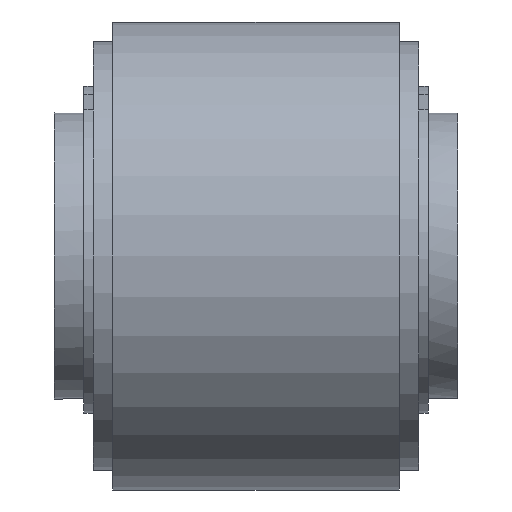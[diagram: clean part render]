
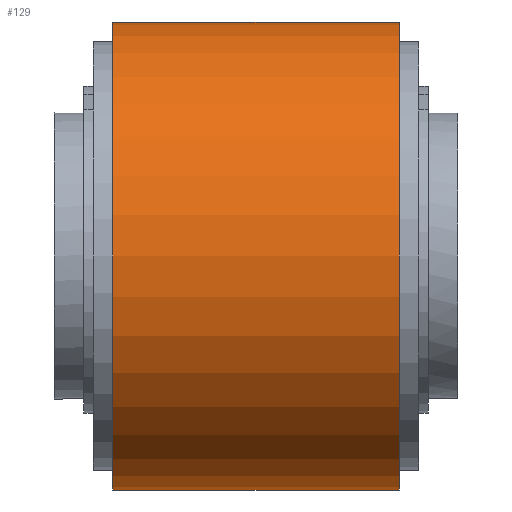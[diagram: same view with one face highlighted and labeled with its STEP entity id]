
A CAD part, left-side view. The second image highlights one B-rep face of the part: STEP entity #129.
In plain terms, the highlighted cylindrical face has radius 18 mm (diameter 36 mm), a partial arc.
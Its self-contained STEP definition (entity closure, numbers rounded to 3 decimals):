
#129 = ADVANCED_FACE( '', ( #291 ), #292, .T. );
#291 = FACE_OUTER_BOUND( '', #482, .T. );
#292 = CYLINDRICAL_SURFACE( '', #483, 18. );
#482 = EDGE_LOOP( '', ( #780, #781, #782, #783 ) );
#483 = AXIS2_PLACEMENT_3D( '', #784, #785, #786 );
#780 = ORIENTED_EDGE( '', *, *, #1094, .T. );
#781 = ORIENTED_EDGE( '', *, *, #1095, .F. );
#782 = ORIENTED_EDGE( '', *, *, #1096, .F. );
#783 = ORIENTED_EDGE( '', *, *, #1032, .T. );
#784 = CARTESIAN_POINT( '', ( 0., 11., 0. ) );
#785 = DIRECTION( '', ( 0., 1., 0. ) );
#786 = DIRECTION( '', ( 0., 0., -1. ) );
#1032 = EDGE_CURVE( '', #1205, #1215, #1217, .T. );
#1094 = EDGE_CURVE( '', #1215, #1314, #1315, .T. );
#1095 = EDGE_CURVE( '', #1316, #1314, #1317, .T. );
#1096 = EDGE_CURVE( '', #1205, #1316, #1318, .T. );
#1205 = VERTEX_POINT( '', #1515 );
#1215 = VERTEX_POINT( '', #1560 );
#1217 = LINE( '', #1563, #1564 );
#1314 = VERTEX_POINT( '', #1677 );
#1315 = CIRCLE( '', #1678, 18. );
#1316 = VERTEX_POINT( '', #1679 );
#1317 = LINE( '', #1680, #1681 );
#1318 = CIRCLE( '', #1682, 18. );
#1515 = CARTESIAN_POINT( '', ( 3.163, 11., -17.72 ) );
#1560 = CARTESIAN_POINT( '', ( 3.163, -11., -17.72 ) );
#1563 = CARTESIAN_POINT( '', ( 3.163, 11., -17.72 ) );
#1564 = VECTOR( '', #1834, 1000. );
#1677 = CARTESIAN_POINT( '', ( 3.163, -11., 17.72 ) );
#1678 = AXIS2_PLACEMENT_3D( '', #1932, #1933, #1934 );
#1679 = CARTESIAN_POINT( '', ( 3.163, 11., 17.72 ) );
#1680 = CARTESIAN_POINT( '', ( 3.163, 11., 17.72 ) );
#1681 = VECTOR( '', #1935, 1000. );
#1682 = AXIS2_PLACEMENT_3D( '', #1936, #1937, #1938 );
#1834 = DIRECTION( '', ( 0., -1., 0. ) );
#1932 = CARTESIAN_POINT( '', ( 0., -11., 0. ) );
#1933 = DIRECTION( '', ( 0., 1., 0. ) );
#1934 = DIRECTION( '', ( 1., 0., 0. ) );
#1935 = DIRECTION( '', ( 0., -1., 0. ) );
#1936 = CARTESIAN_POINT( '', ( 0., 11., 0. ) );
#1937 = DIRECTION( '', ( 0., 1., 0. ) );
#1938 = DIRECTION( '', ( 1., 0., 0. ) );
